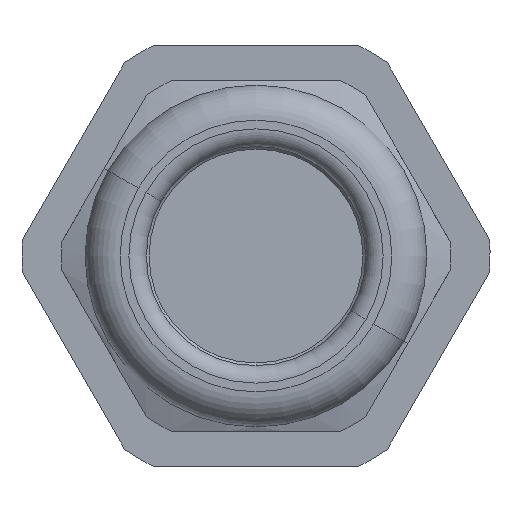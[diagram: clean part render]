
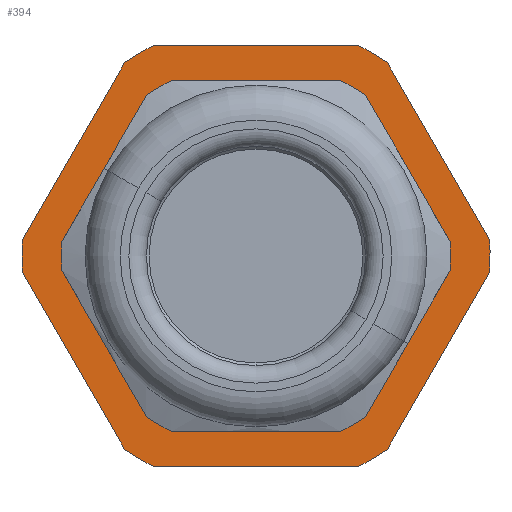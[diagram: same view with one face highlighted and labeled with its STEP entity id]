
A CAD part, left-side view. The second image highlights one B-rep face of the part: STEP entity #394.
In plain terms, the highlighted planar face has unit normal (-1, 0, 0).
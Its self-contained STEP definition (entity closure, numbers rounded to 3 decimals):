
#24 = CIRCLE ( 'NONE', #7139, 13.35 ) ;
#62 = CARTESIAN_POINT ( 'NONE',  ( -6.798, 7.467, -11.066 ) ) ;
#83 = AXIS2_PLACEMENT_3D ( 'NONE', #6100, #2894, #304 ) ;
#89 = CARTESIAN_POINT ( 'NONE',  ( -6.798, 0., 0. ) ) ;
#99 = VECTOR ( 'NONE', #2770, 1000. ) ;
#197 = DIRECTION ( 'NONE',  ( 0., 1., 0. ) ) ;
#218 = LINE ( 'NONE', #7279, #99 ) ;
#265 = CIRCLE ( 'NONE', #7098, 13.35 ) ;
#304 = DIRECTION ( 'NONE',  ( 0., 0., 1. ) ) ;
#330 = EDGE_LOOP ( 'NONE', ( #8434, #7654 ) ) ;
#394 = ADVANCED_FACE ( 'NONE', ( #5718, #7156 ), #4556, .F. ) ;
#446 = LINE ( 'NONE', #5292, #5198 ) ;
#514 = CARTESIAN_POINT ( 'NONE',  ( -6.798, -5.85, -12. ) ) ;
#598 = ORIENTED_EDGE ( 'NONE', *, *, #2185, .T. ) ;
#607 = AXIS2_PLACEMENT_3D ( 'NONE', #3828, #8397, #5014 ) ;
#719 = CARTESIAN_POINT ( 'NONE',  ( -6.798, 5.85, -12. ) ) ;
#940 = CARTESIAN_POINT ( 'NONE',  ( -6.798, -13.317, -0.934 ) ) ;
#941 = EDGE_CURVE ( 'NONE', #4779, #5048, #8119, .T. ) ;
#976 = VERTEX_POINT ( 'NONE', #514 ) ;
#1128 = CARTESIAN_POINT ( 'NONE',  ( -6.798, 6.5, 0. ) ) ;
#1212 = CARTESIAN_POINT ( 'NONE',  ( -6.798, 0., 0. ) ) ;
#1388 = CARTESIAN_POINT ( 'NONE',  ( -6.798, -13.317, 0.934 ) ) ;
#1431 = VECTOR ( 'NONE', #5356, 1000. ) ;
#1449 = ORIENTED_EDGE ( 'NONE', *, *, #4792, .T. ) ;
#1567 = VERTEX_POINT ( 'NONE', #719 ) ;
#1647 = CARTESIAN_POINT ( 'NONE',  ( -6.798, 13.317, 0.934 ) ) ;
#1719 = AXIS2_PLACEMENT_3D ( 'NONE', #1999, #1956, #4572 ) ;
#1773 = VERTEX_POINT ( 'NONE', #6718 ) ;
#1859 = EDGE_CURVE ( 'NONE', #7408, #5797, #4757, .T. ) ;
#1889 = ORIENTED_EDGE ( 'NONE', *, *, #7283, .T. ) ;
#1930 = CARTESIAN_POINT ( 'NONE',  ( -6.798, 12.017, -3.185 ) ) ;
#1937 = CARTESIAN_POINT ( 'NONE',  ( -6.798, 0., 0. ) ) ;
#1956 = DIRECTION ( 'NONE',  ( -1., 0., 0. ) ) ;
#1993 = DIRECTION ( 'NONE',  ( -1., 0., 0. ) ) ;
#1999 = CARTESIAN_POINT ( 'NONE',  ( -6.798, 0., 0. ) ) ;
#2047 = EDGE_LOOP ( 'NONE', ( #4052, #4080, #6087, #1449, #6848, #4245, #598, #6205, #1889, #3495, #6591, #5654 ) ) ;
#2050 = AXIS2_PLACEMENT_3D ( 'NONE', #5983, #1993, #7981 ) ;
#2066 = EDGE_CURVE ( 'NONE', #4692, #7471, #218, .T. ) ;
#2129 = DIRECTION ( 'NONE',  ( -1., 0., 0. ) ) ;
#2163 = DIRECTION ( 'NONE',  ( -1., 0., 0. ) ) ;
#2185 = EDGE_CURVE ( 'NONE', #7471, #2544, #5588, .T. ) ;
#2327 = LINE ( 'NONE', #6066, #5980 ) ;
#2417 = CIRCLE ( 'NONE', #83, 6.5 ) ;
#2544 = VERTEX_POINT ( 'NONE', #1388 ) ;
#2560 = CARTESIAN_POINT ( 'NONE',  ( -6.798, -7.467, -11.066 ) ) ;
#2729 = DIRECTION ( 'NONE',  ( 0., 0., 1. ) ) ;
#2755 = LINE ( 'NONE', #1930, #5102 ) ;
#2770 = DIRECTION ( 'NONE',  ( 0., -0.5, 0.866 ) ) ;
#2843 = AXIS2_PLACEMENT_3D ( 'NONE', #1212, #6387, #7104 ) ;
#2887 = CARTESIAN_POINT ( 'NONE',  ( -6.798, 13.317, -0.934 ) ) ;
#2894 = DIRECTION ( 'NONE',  ( -1., 0., 0. ) ) ;
#3143 = CIRCLE ( 'NONE', #2050, 13.35 ) ;
#3228 = EDGE_CURVE ( 'NONE', #5797, #1773, #24, .T. ) ;
#3435 = DIRECTION ( 'NONE',  ( 0., -0.5, -0.866 ) ) ;
#3495 = ORIENTED_EDGE ( 'NONE', *, *, #1859, .T. ) ;
#3542 = AXIS2_PLACEMENT_3D ( 'NONE', #89, #2163, #2729 ) ;
#3828 = CARTESIAN_POINT ( 'NONE',  ( -6.798, 0., 0. ) ) ;
#3849 = EDGE_CURVE ( 'NONE', #1773, #5063, #4676, .T. ) ;
#4052 = ORIENTED_EDGE ( 'NONE', *, *, #4809, .T. ) ;
#4080 = ORIENTED_EDGE ( 'NONE', *, *, #8288, .T. ) ;
#4245 = ORIENTED_EDGE ( 'NONE', *, *, #2066, .T. ) ;
#4282 = DIRECTION ( 'NONE',  ( 0., 0.5, 0.866 ) ) ;
#4457 = VERTEX_POINT ( 'NONE', #62 ) ;
#4556 = PLANE ( 'NONE',  #5445 ) ;
#4564 = DIRECTION ( 'NONE',  ( 0., -1., 0. ) ) ;
#4572 = DIRECTION ( 'NONE',  ( 0., 0., 1. ) ) ;
#4676 = LINE ( 'NONE', #6133, #1431 ) ;
#4677 = CARTESIAN_POINT ( 'NONE',  ( -6.798, -7.467, 11.066 ) ) ;
#4692 = VERTEX_POINT ( 'NONE', #2560 ) ;
#4708 = CARTESIAN_POINT ( 'NONE',  ( -6.798, -5.85, 12. ) ) ;
#4757 = LINE ( 'NONE', #6357, #4928 ) ;
#4779 = VERTEX_POINT ( 'NONE', #7036 ) ;
#4792 = EDGE_CURVE ( 'NONE', #1567, #976, #446, .T. ) ;
#4809 = EDGE_CURVE ( 'NONE', #5063, #5344, #265, .T. ) ;
#4904 = EDGE_CURVE ( 'NONE', #4457, #1567, #3143, .T. ) ;
#4928 = VECTOR ( 'NONE', #197, 1000. ) ;
#5010 = CIRCLE ( 'NONE', #2843, 13.35 ) ;
#5014 = DIRECTION ( 'NONE',  ( 0., 0., 1. ) ) ;
#5048 = VERTEX_POINT ( 'NONE', #8154 ) ;
#5063 = VERTEX_POINT ( 'NONE', #1647 ) ;
#5068 = DIRECTION ( 'NONE',  ( 1., 0., 0. ) ) ;
#5102 = VECTOR ( 'NONE', #3435, 1000. ) ;
#5155 = DIRECTION ( 'NONE',  ( -1., 0., 0. ) ) ;
#5198 = VECTOR ( 'NONE', #4564, 1000. ) ;
#5292 = CARTESIAN_POINT ( 'NONE',  ( -6.798, 6.5, -12. ) ) ;
#5344 = VERTEX_POINT ( 'NONE', #2887 ) ;
#5356 = DIRECTION ( 'NONE',  ( 0., 0.5, -0.866 ) ) ;
#5445 = AXIS2_PLACEMENT_3D ( 'NONE', #1128, #5068, #8320 ) ;
#5588 = CIRCLE ( 'NONE', #3542, 13.35 ) ;
#5654 = ORIENTED_EDGE ( 'NONE', *, *, #3849, .T. ) ;
#5695 = CIRCLE ( 'NONE', #1719, 13.35 ) ;
#5718 = FACE_BOUND ( 'NONE', #330, .T. ) ;
#5797 = VERTEX_POINT ( 'NONE', #6677 ) ;
#5980 = VECTOR ( 'NONE', #4282, 1000. ) ;
#5983 = CARTESIAN_POINT ( 'NONE',  ( -6.798, 0., 0. ) ) ;
#6066 = CARTESIAN_POINT ( 'NONE',  ( -6.798, -8.767, 8.815 ) ) ;
#6087 = ORIENTED_EDGE ( 'NONE', *, *, #4904, .T. ) ;
#6100 = CARTESIAN_POINT ( 'NONE',  ( -6.798, 0., 0. ) ) ;
#6133 = CARTESIAN_POINT ( 'NONE',  ( -6.798, 12.017, 3.185 ) ) ;
#6205 = ORIENTED_EDGE ( 'NONE', *, *, #7819, .T. ) ;
#6357 = CARTESIAN_POINT ( 'NONE',  ( -6.798, 6.5, 12. ) ) ;
#6387 = DIRECTION ( 'NONE',  ( -1., 0., 0. ) ) ;
#6591 = ORIENTED_EDGE ( 'NONE', *, *, #3228, .T. ) ;
#6677 = CARTESIAN_POINT ( 'NONE',  ( -6.798, 5.85, 12. ) ) ;
#6718 = CARTESIAN_POINT ( 'NONE',  ( -6.798, 7.467, 11.066 ) ) ;
#6848 = ORIENTED_EDGE ( 'NONE', *, *, #6981, .T. ) ;
#6870 = EDGE_CURVE ( 'NONE', #5048, #4779, #2417, .T. ) ;
#6981 = EDGE_CURVE ( 'NONE', #976, #4692, #5010, .T. ) ;
#7036 = CARTESIAN_POINT ( 'NONE',  ( -6.798, 0., -6.5 ) ) ;
#7098 = AXIS2_PLACEMENT_3D ( 'NONE', #7206, #2129, #7290 ) ;
#7104 = DIRECTION ( 'NONE',  ( 0., 0., 1. ) ) ;
#7139 = AXIS2_PLACEMENT_3D ( 'NONE', #1937, #5155, #7237 ) ;
#7156 = FACE_OUTER_BOUND ( 'NONE', #2047, .T. ) ;
#7206 = CARTESIAN_POINT ( 'NONE',  ( -6.798, 0., 0. ) ) ;
#7237 = DIRECTION ( 'NONE',  ( 0., 0., 1. ) ) ;
#7279 = CARTESIAN_POINT ( 'NONE',  ( -6.798, -8.767, -8.815 ) ) ;
#7283 = EDGE_CURVE ( 'NONE', #8206, #7408, #5695, .T. ) ;
#7290 = DIRECTION ( 'NONE',  ( 0., 0., 1. ) ) ;
#7408 = VERTEX_POINT ( 'NONE', #4708 ) ;
#7471 = VERTEX_POINT ( 'NONE', #940 ) ;
#7654 = ORIENTED_EDGE ( 'NONE', *, *, #941, .F. ) ;
#7819 = EDGE_CURVE ( 'NONE', #2544, #8206, #2327, .T. ) ;
#7981 = DIRECTION ( 'NONE',  ( 0., 0., 1. ) ) ;
#8119 = CIRCLE ( 'NONE', #607, 6.5 ) ;
#8154 = CARTESIAN_POINT ( 'NONE',  ( -6.798, 0., 6.5 ) ) ;
#8206 = VERTEX_POINT ( 'NONE', #4677 ) ;
#8288 = EDGE_CURVE ( 'NONE', #5344, #4457, #2755, .T. ) ;
#8320 = DIRECTION ( 'NONE',  ( 0., 0., -1. ) ) ;
#8397 = DIRECTION ( 'NONE',  ( -1., 0., 0. ) ) ;
#8434 = ORIENTED_EDGE ( 'NONE', *, *, #6870, .F. ) ;
